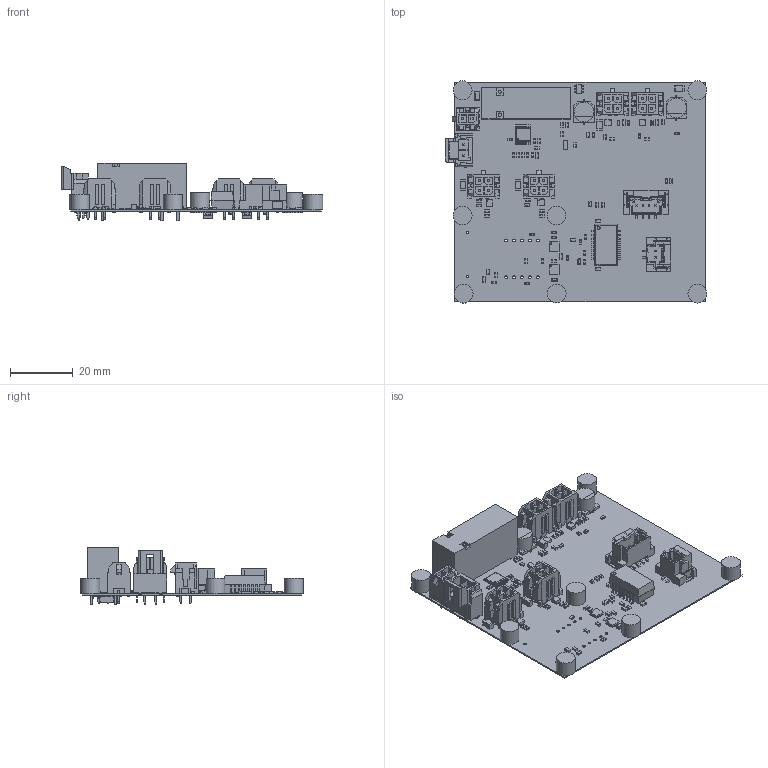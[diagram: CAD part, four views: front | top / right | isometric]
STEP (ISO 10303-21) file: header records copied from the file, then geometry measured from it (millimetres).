
FILE_DESCRIPTION(('Open CASCADE Model'),'2;1');
FILE_NAME('Open CASCADE Shape Model','2019-05-23T19:33:13',('Author'),( 'Open CASCADE'),'Open CASCADE STEP processor 6.8','Open CASCADE 6.8' ,'Unknown');
FILE_SCHEMA(('AUTOMOTIVE_DESIGN { 1 0 10303 214 1 1 1 1 }'));
Length unit declared in the file: millimetre
Products named in the file (223): PCB; Board; Open CASCADE STEP translator 6.8 1.1.1; R47; 6086786112; Mid_Body; Terminal; Open_CASCADE_STEP_translator_6.8_1.2.1; Mark; C20; 6086776592; Open_CASCADE_STEP_translator_6.8_1.1.1; Open_CASCADE_STEP_translator_6.8_1.1.2; R46; C19; 6086775552; C13; R42; 6086773632; C17; 5637680448; R44; 6086778512; P8; 5600200420; Open CASCADE STEP translator 6.8 1.10.1.1; Open CASCADE STEP translator 6.8 1.10.1.2; R4; LED2; 6194960544; Extruded; 6194960864; R31; R30; Q2; 6086776272; Open_CASCADE_STEP_translator_6.8_15.1; Body; Open_CASCADE_STEP_translator_6.8_15.2.1; Thermal_Shape ...
Assembly tree (373 placements, depth 5):
  PCB
    Board
      Open CASCADE STEP translator 6.8 1.1.1
    R47
      6086786112
        Mid_Body
        Terminal  x2
          Open_CASCADE_STEP_translator_6.8_1.2.1
        Mark
    C20
      6086776592
        Terminal
          Open_CASCADE_STEP_translator_6.8_1.1.1
          Open_CASCADE_STEP_translator_6.8_1.1.2
        Mid_Body
          Open_CASCADE_STEP_translator_6.8_1.2.1
    R46
      6086786112
        Mid_Body
        Terminal  x2
          Open_CASCADE_STEP_translator_6.8_1.2.1
        Mark
    C19
      6086775552
        Terminal
          Open_CASCADE_STEP_translator_6.8_1.1.1
          Open_CASCADE_STEP_translator_6.8_1.1.2
        Mid_Body
          Open_CASCADE_STEP_translator_6.8_1.2.1
    C13
      6086775552
        Terminal
          Open_CASCADE_STEP_translator_6.8_1.1.1
          Open_CASCADE_STEP_translator_6.8_1.1.2
        Mid_Body
          Open_CASCADE_STEP_translator_6.8_1.2.1
    R42
      6086773632
        Mid_Body
        Terminal  x2
          Open_CASCADE_STEP_translator_6.8_1.2.1
        Mark
    C17
      5637680448
        Terminal
          Open_CASCADE_STEP_translator_6.8_1.1.1
          Open_CASCADE_STEP_translator_6.8_1.1.2
        Mid_Body
          Open_CASCADE_STEP_translator_6.8_1.2.1
    R44
      6086778512
        Mid_Body
        Terminal  x2
          Open_CASCADE_STEP_translator_6.8_1.2.1
        Mark
    P8
      5600200420
        Open CASCADE STEP translator 6.8 1.10.1.1
        Open CASCADE STEP translator 6.8 1.10.1.2
    R4
Bounding box: 83.55 x 71.01 x 18.5 mm (x, y, z)
Volume: 11672.4 mm3; surface area: 23314.8 mm2
Topology: 388 solids, 398 shells, 6219 faces, 14376 edges, 8946 vertices
Faces by surface type: plane 5085, cylinder 694, bspline 276, sphere 140, cone 24
Full cylindrical faces by diameter (mm): 0.263 x4, 0.388 x2, 0.562 x1, 0.63 x2, 0.7 x2, 0.85 x10, 0.9 x2, 1.02 x30, 1.1 x1, 1.3 x4, 2.3 x2, 2.7 x7, 5.513 x2, 6 x7, 6.3 x6
Entity records: 70834 total; most frequent: CARTESIAN_POINT 14111, ORIENTED_EDGE 10017, DIRECTION 9762, EDGE_CURVE 5013, LINE 4110, VECTOR 4110, VERTEX_POINT 3139, AXIS2_PLACEMENT_3D 2826
